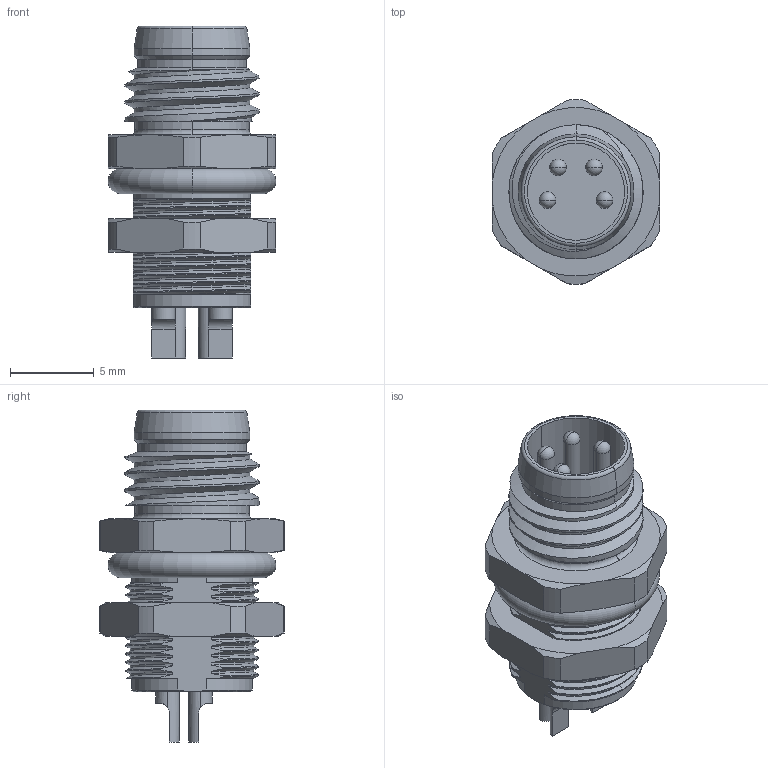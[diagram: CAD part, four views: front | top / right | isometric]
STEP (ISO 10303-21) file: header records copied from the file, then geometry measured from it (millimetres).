
FILE_DESCRIPTION((''),'2;1');
FILE_NAME('C-T4032014041-000','2017-02-01T',('workeradm'),('Tyco Electronics Ltd.'),'CREO PARAMETRIC BY PTC INC, 2016050','CREO PARAMETRIC BY PTC INC, 2016050','');
FILE_SCHEMA(('AUTOMOTIVE_DESIGN { 1 0 10303 214 1 1 1 1 }'));
Length unit declared in the file: millimetre
Products named in the file (1): C-T4032014041-000
Bounding box: 10 x 10.99 x 19.8 mm (x, y, z)
Volume: 808.2 mm3; surface area: 1000.4 mm2
Topology: 1 solids, 1 shells, 216 faces, 581 edges, 374 vertices
Faces by surface type: cylinder 67, bspline 65, plane 37, cone 33, sphere 8, torus 6
Entity records: 21091 total; most frequent: CARTESIAN_POINT 16231, ORIENTED_EDGE 1146, DIRECTION 768, EDGE_CURVE 573, VERTEX_POINT 374, AXIS2_PLACEMENT_3D 286, B_SPLINE_CURVE_WITH_KNOTS 242, EDGE_LOOP 231
